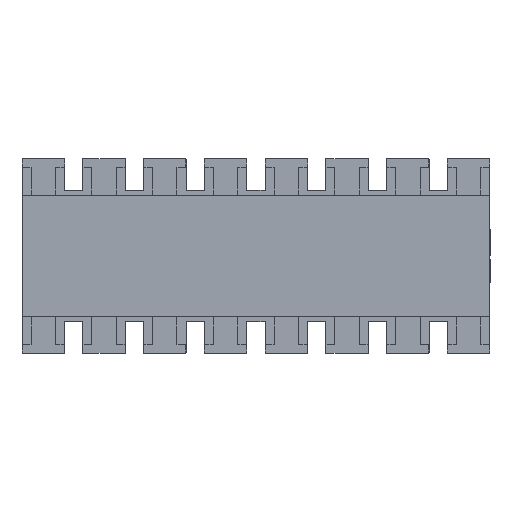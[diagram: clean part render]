
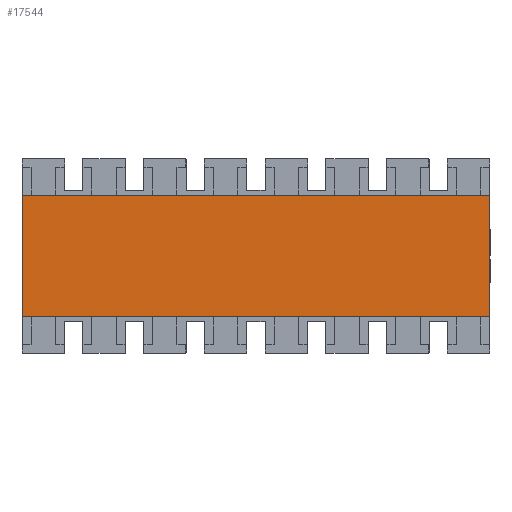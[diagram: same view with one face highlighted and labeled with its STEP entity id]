
A CAD part, top view. The second image highlights one B-rep face of the part: STEP entity #17544.
In plain terms, the highlighted planar face has unit normal (0, 0, 1).
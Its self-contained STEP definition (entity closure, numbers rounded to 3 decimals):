
#958 = FACE_OUTER_BOUND ( 'NONE', #2556, .T. ) ;
#1362 = VERTEX_POINT ( 'NONE', #7575 ) ;
#1901 = VERTEX_POINT ( 'NONE', #7726 ) ;
#1998 = VERTEX_POINT ( 'NONE', #4475 ) ;
#2556 = EDGE_LOOP ( 'NONE', ( #3938, #10174, #8815, #16319 ) ) ;
#3624 = VERTEX_POINT ( 'NONE', #15555 ) ;
#3788 = VECTOR ( 'NONE', #6607, 1000. ) ;
#3938 = ORIENTED_EDGE ( 'NONE', *, *, #13974, .T. ) ;
#4475 = CARTESIAN_POINT ( 'NONE',  ( -1.925, -0.5, 0.45 ) ) ;
#5550 = DIRECTION ( 'NONE',  ( 1., 0., 0. ) ) ;
#6028 = LINE ( 'NONE', #7938, #9547 ) ;
#6607 = DIRECTION ( 'NONE',  ( -1., 0., 0. ) ) ;
#7088 = EDGE_CURVE ( 'NONE', #1998, #3624, #20137, .T. ) ;
#7575 = CARTESIAN_POINT ( 'NONE',  ( -1.925, 0.5, 0.45 ) ) ;
#7726 = CARTESIAN_POINT ( 'NONE',  ( 1.925, 0.5, 0.45 ) ) ;
#7938 = CARTESIAN_POINT ( 'NONE',  ( -1.925, -0.5, 0.45 ) ) ;
#8333 = VECTOR ( 'NONE', #11235, 1000. ) ;
#8815 = ORIENTED_EDGE ( 'NONE', *, *, #8849, .T. ) ;
#8849 = EDGE_CURVE ( 'NONE', #1362, #1998, #6028, .T. ) ;
#9547 = VECTOR ( 'NONE', #18786, 1000. ) ;
#10174 = ORIENTED_EDGE ( 'NONE', *, *, #21825, .T. ) ;
#10489 = DIRECTION ( 'NONE',  ( 0., 0., -1. ) ) ;
#11235 = DIRECTION ( 'NONE',  ( 0., 1., 0. ) ) ;
#11708 = LINE ( 'NONE', #15086, #8333 ) ;
#12120 = LINE ( 'NONE', #21406, #3788 ) ;
#13974 = EDGE_CURVE ( 'NONE', #3624, #1901, #11708, .T. ) ;
#14029 = AXIS2_PLACEMENT_3D ( 'NONE', #15666, #10489, #17841 ) ;
#15086 = CARTESIAN_POINT ( 'NONE',  ( 1.925, -0.5, 0.45 ) ) ;
#15555 = CARTESIAN_POINT ( 'NONE',  ( 1.925, -0.5, 0.45 ) ) ;
#15666 = CARTESIAN_POINT ( 'NONE',  ( 0., 0., 0.45 ) ) ;
#16319 = ORIENTED_EDGE ( 'NONE', *, *, #7088, .T. ) ;
#17544 = ADVANCED_FACE ( 'NONE', ( #958 ), #21469, .F. ) ;
#17841 = DIRECTION ( 'NONE',  ( -1., 0., 0. ) ) ;
#18786 = DIRECTION ( 'NONE',  ( 0., -1., 0. ) ) ;
#20137 = LINE ( 'NONE', #22053, #22585 ) ;
#21406 = CARTESIAN_POINT ( 'NONE',  ( -1.925, 0.5, 0.45 ) ) ;
#21469 = PLANE ( 'NONE',  #14029 ) ;
#21825 = EDGE_CURVE ( 'NONE', #1901, #1362, #12120, .T. ) ;
#22053 = CARTESIAN_POINT ( 'NONE',  ( -1.925, -0.5, 0.45 ) ) ;
#22585 = VECTOR ( 'NONE', #5550, 1000. ) ;
